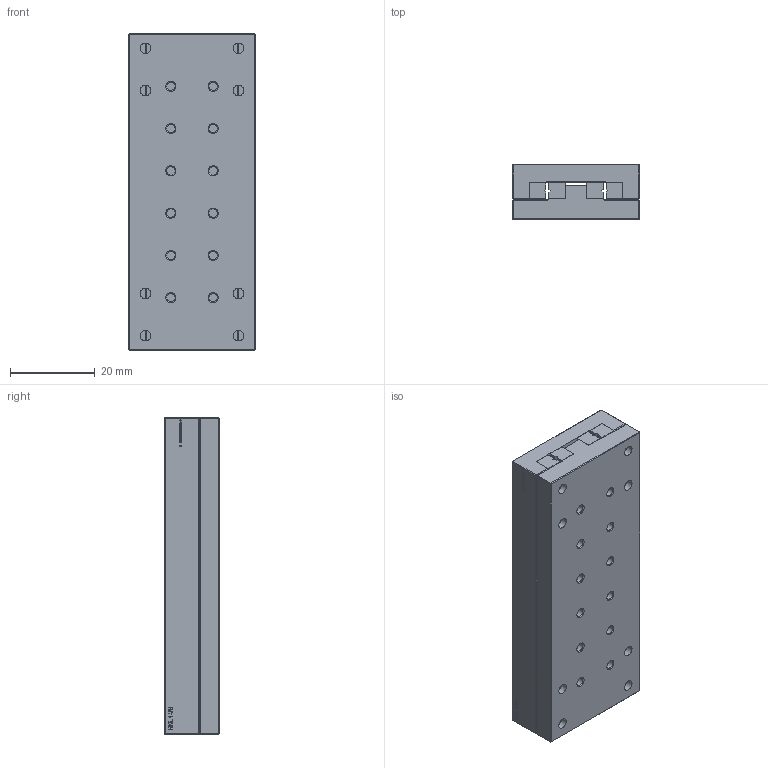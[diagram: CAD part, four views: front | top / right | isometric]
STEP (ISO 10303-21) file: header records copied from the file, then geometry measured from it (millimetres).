
FILE_DESCRIPTION(('FreeCAD Model'),'2;1');
FILE_NAME('NKL 1-75.step', '2020-04-20T21:55:32',('Author'),(''), 'Open CASCADE STEP processor 6.8','FreeCAD','Unknown');
FILE_SCHEMA(('AUTOMOTIVE_DESIGN_CC2 { 1 2 10303 214 -1 1 5 4 }'));
Length unit declared in the file: millimetre
Products named in the file (3): ASSEMBLY; OT; UT
Assembly tree (2 placements, depth 2):
  ASSEMBLY
    OT
    UT
Bounding box: 30 x 13 x 75 mm (x, y, z)
Volume: 27370.6 mm3; surface area: 18377.7 mm2
Topology: 6 solids, 6 shells, 751 faces, 2025 edges, 1326 vertices
Faces by surface type: extrusion 356, plane 331, cylinder 40, cone 24
Full cylindrical faces by diameter (mm): 2 x24, 2.5 x8, 4.5 x8
Entity records: 50170 total; most frequent: CARTESIAN_POINT 11712, DIRECTION 5859, VECTOR 4731, LINE 4375, ORIENTED_EDGE 4050, PCURVE 4050, DEFINITIONAL_REPRESENTATION 4050, EDGE_CURVE 2025
